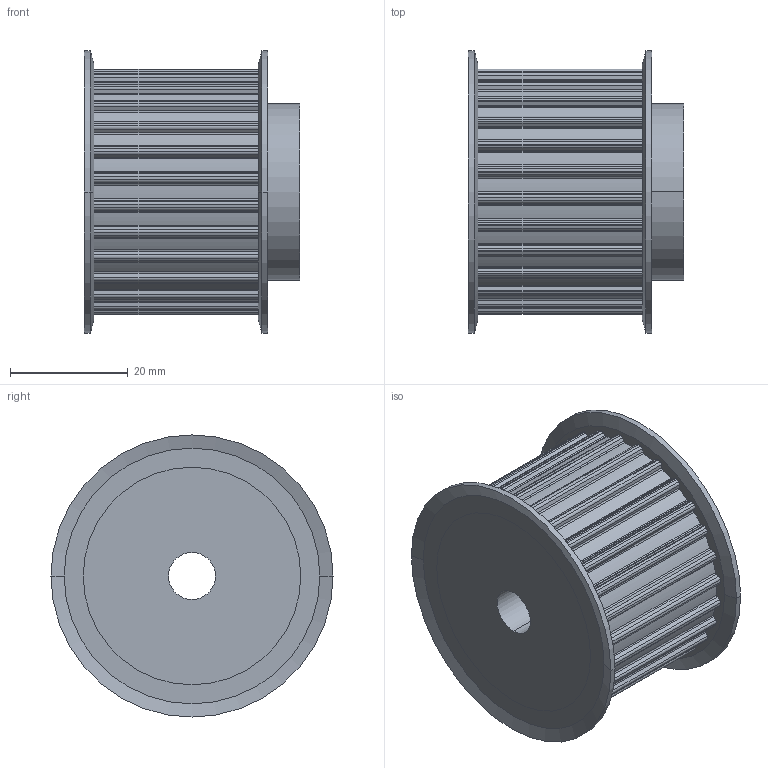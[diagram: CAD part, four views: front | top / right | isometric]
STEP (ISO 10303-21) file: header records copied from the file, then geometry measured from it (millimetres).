
FILE_DESCRIPTION(('HOOPS Exchange Step'),'2;1');
FILE_NAME('export-8B2CA5BC-498C-4276-AC48-B6C03F5614EA.stp','2023-12-15T15:43:29+01:00',('Engineering'),('Alibre'),'HOOPS Exchange 2021.0','Alibre','Unknown authorisation');
FILE_SCHEMA( ('AP242_MANAGED_MODEL_BASED_3D_ENGINEERING_MIM_LF {1 0 10303 442 1 1 4 }') );
Length unit declared in the file: millimetre
Products named in the file (3): 6418-2 AT5 Pulley 36-AT5 Z=27 for 25mm wide belts FLANGE; 6418-1 AT5 Pulley 36-AT5 Z=27 for 25mm wide belts BODY; 6418 AT5 Pulley 36-AT5 Z=27 for 25mm wide belts
Assembly tree (3 placements, depth 2):
  6418 AT5 Pulley 36-AT5 Z=27 for 25mm wide belts
    6418-2 AT5 Pulley 36-AT5 Z=27 for 25mm wide belts FLANGE  x2
    6418-1 AT5 Pulley 36-AT5 Z=27 for 25mm wide belts BODY
Bounding box: 36.6 x 48 x 48 mm (x, y, z)
Volume: 41850.6 mm3; surface area: 12150.6 mm2
Topology: 3 solids, 3 shells, 291 faces, 838 edges, 556 vertices
Faces by surface type: cylinder 220, plane 63, cone 8
Entity records: 9639 total; most frequent: DIRECTION 1834, CARTESIAN_POINT 1652, ORIENTED_EDGE 1636, EDGE_CURVE 818, AXIS2_PLACEMENT_3D 726, VERTEX_POINT 544, CIRCLE 436, VECTOR 382
